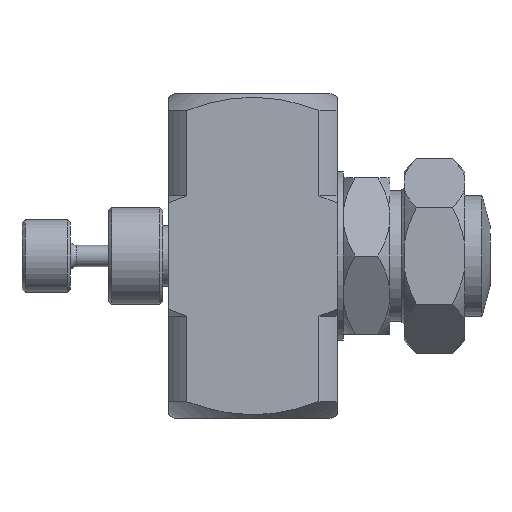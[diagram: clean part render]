
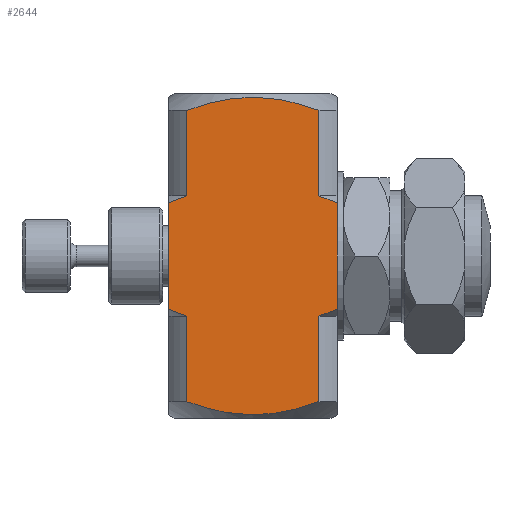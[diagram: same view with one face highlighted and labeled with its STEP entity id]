
A CAD part, left-side view. The second image highlights one B-rep face of the part: STEP entity #2644.
In plain terms, the highlighted planar face has unit normal (-1, 0, 0).
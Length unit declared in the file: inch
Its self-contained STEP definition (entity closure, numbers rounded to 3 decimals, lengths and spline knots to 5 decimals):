
#1223=CARTESIAN_POINT('',(-0.4375,-0.4375,0.));
#1224=VERTEX_POINT('',#1223);
#1253=CARTESIAN_POINT('',(-0.4375,-0.4375,-0.27642));
#1254=VERTEX_POINT('',#1253);
#1255=CARTESIAN_POINT('',(-0.4375,-0.4375,0.));
#1256=DIRECTION('',(0.0,0.0,-1.0));
#1257=VECTOR('',#1256,0.27642);
#1258=LINE('',#1255,#1257);
#1259=EDGE_CURVE('',#1224,#1254,#1258,.T.);
#1391=CARTESIAN_POINT('',(-0.4375,-0.4375,0.27642));
#1392=VERTEX_POINT('',#1391);
#1406=CARTESIAN_POINT('',(-0.4375,-0.4375,0.27642));
#1407=DIRECTION('',(0.0,0.0,-1.0));
#1408=VECTOR('',#1407,0.27642);
#1409=LINE('',#1406,#1408);
#1410=EDGE_CURVE('',#1392,#1224,#1409,.T.);
#2374=CARTESIAN_POINT('',(-0.4375,0.4375,-0.27642));
#2375=VERTEX_POINT('',#2374);
#2389=CARTESIAN_POINT('',(-0.4375,0.4375,0.27642));
#2390=VERTEX_POINT('',#2389);
#2391=CARTESIAN_POINT('',(-0.4375,0.4375,-0.27642));
#2392=DIRECTION('',(0.0,0.0,1.0));
#2393=VECTOR('',#2392,0.55283);
#2394=LINE('',#2391,#2393);
#2395=EDGE_CURVE('',#2375,#2390,#2394,.T.);
#2516=CARTESIAN_POINT('',(-0.4375,-0.4375,0.0));
#2517=DIRECTION('',(-1.0,0.0,0.0));
#2518=DIRECTION('',(0.0,0.0,1.0));
#2519=AXIS2_PLACEMENT_3D('',#2516,#2517,#2518);
#2520=PLANE('',#2519);
#2521=CARTESIAN_POINT('',(-0.4375,-0.34347,-0.3125));
#2522=VERTEX_POINT('',#2521);
#2523=CARTESIAN_POINT('',(-0.4375,-0.34347,-0.3125));
#2524=CARTESIAN_POINT('',(-0.4375,-0.38798,-0.29663));
#2525=CARTESIAN_POINT('',(-0.4375,-0.4375,-0.27642));
#2533=(BOUNDED_CURVE()B_SPLINE_CURVE(2,(#2523,#2524,#2525),.UNSPECIFIED.,.F.,.U.)B_SPLINE_CURVE_WITH_KNOTS((3,3),(0.0,0.28282),.UNSPECIFIED.)CURVE()GEOMETRIC_REPRESENTATION_ITEM()RATIONAL_B_SPLINE_CURVE((1.0,1.008,1.01))REPRESENTATION_ITEM(''));
#2534=EDGE_CURVE('',#2522,#1254,#2533,.T.);
#2535=ORIENTED_EDGE('',*,*,#2534,.T.);
#2536=ORIENTED_EDGE('',*,*,#1259,.F.);
#2537=ORIENTED_EDGE('',*,*,#1410,.F.);
#2538=CARTESIAN_POINT('',(-0.4375,-0.34347,0.3125));
#2539=VERTEX_POINT('',#2538);
#2540=CARTESIAN_POINT('',(-0.4375,-0.4375,0.27642));
#2541=CARTESIAN_POINT('',(-0.4375,-0.38798,0.29663));
#2542=CARTESIAN_POINT('',(-0.4375,-0.34347,0.3125));
#2550=(BOUNDED_CURVE()B_SPLINE_CURVE(2,(#2540,#2541,#2542),.UNSPECIFIED.,.F.,.U.)B_SPLINE_CURVE_WITH_KNOTS((3,3),(0.4212,0.70402),.UNSPECIFIED.)CURVE()GEOMETRIC_REPRESENTATION_ITEM()RATIONAL_B_SPLINE_CURVE((1.01,1.008,1.0))REPRESENTATION_ITEM(''));
#2551=EDGE_CURVE('',#1392,#2539,#2550,.T.);
#2552=ORIENTED_EDGE('',*,*,#2551,.T.);
#2553=CARTESIAN_POINT('',(-0.4375,-0.34347,0.75717));
#2554=VERTEX_POINT('',#2553);
#2555=CARTESIAN_POINT('',(-0.4375,-0.34347,0.3125));
#2556=DIRECTION('',(0.0,0.0,1.0));
#2557=VECTOR('',#2556,0.44467);
#2558=LINE('',#2555,#2557);
#2559=EDGE_CURVE('',#2539,#2554,#2558,.T.);
#2560=ORIENTED_EDGE('',*,*,#2559,.T.);
#2561=CARTESIAN_POINT('',(-0.4375,0.34347,0.75717));
#2562=VERTEX_POINT('',#2561);
#2563=CARTESIAN_POINT('',(-0.4375,-0.34347,0.75717));
#2564=CARTESIAN_POINT('',(-0.4375,0.,0.87962));
#2565=CARTESIAN_POINT('',(-0.4375,0.34347,0.75717));
#2573=(BOUNDED_CURVE()B_SPLINE_CURVE(2,(#2563,#2564,#2565),.UNSPECIFIED.,.F.,.U.)B_SPLINE_CURVE_WITH_KNOTS((3,3),(0.60712,2.85123),.UNSPECIFIED.)CURVE()GEOMETRIC_REPRESENTATION_ITEM()RATIONAL_B_SPLINE_CURVE((1.229,1.563,1.229))REPRESENTATION_ITEM(''));
#2574=EDGE_CURVE('',#2554,#2562,#2573,.T.);
#2575=ORIENTED_EDGE('',*,*,#2574,.T.);
#2576=CARTESIAN_POINT('',(-0.4375,0.34347,0.3125));
#2577=VERTEX_POINT('',#2576);
#2578=CARTESIAN_POINT('',(-0.4375,0.34347,0.75717));
#2579=DIRECTION('',(0.0,0.0,-1.0));
#2580=VECTOR('',#2579,0.44467);
#2581=LINE('',#2578,#2580);
#2582=EDGE_CURVE('',#2562,#2577,#2581,.T.);
#2583=ORIENTED_EDGE('',*,*,#2582,.T.);
#2584=CARTESIAN_POINT('',(-0.4375,0.34347,0.3125));
#2585=CARTESIAN_POINT('',(-0.4375,0.38798,0.29663));
#2586=CARTESIAN_POINT('',(-0.4375,0.4375,0.27642));
#2594=(BOUNDED_CURVE()B_SPLINE_CURVE(2,(#2584,#2585,#2586),.UNSPECIFIED.,.F.,.U.)B_SPLINE_CURVE_WITH_KNOTS((3,3),(0.0,0.28282),.UNSPECIFIED.)CURVE()GEOMETRIC_REPRESENTATION_ITEM()RATIONAL_B_SPLINE_CURVE((1.0,1.008,1.01))REPRESENTATION_ITEM(''));
#2595=EDGE_CURVE('',#2577,#2390,#2594,.T.);
#2596=ORIENTED_EDGE('',*,*,#2595,.T.);
#2597=ORIENTED_EDGE('',*,*,#2395,.F.);
#2598=CARTESIAN_POINT('',(-0.4375,0.34347,-0.3125));
#2599=VERTEX_POINT('',#2598);
#2600=CARTESIAN_POINT('',(-0.4375,0.4375,-0.27642));
#2601=CARTESIAN_POINT('',(-0.4375,0.38798,-0.29663));
#2602=CARTESIAN_POINT('',(-0.4375,0.34347,-0.3125));
#2610=(BOUNDED_CURVE()B_SPLINE_CURVE(2,(#2600,#2601,#2602),.UNSPECIFIED.,.F.,.U.)B_SPLINE_CURVE_WITH_KNOTS((3,3),(0.4212,0.70402),.UNSPECIFIED.)CURVE()GEOMETRIC_REPRESENTATION_ITEM()RATIONAL_B_SPLINE_CURVE((1.01,1.008,1.0))REPRESENTATION_ITEM(''));
#2611=EDGE_CURVE('',#2375,#2599,#2610,.T.);
#2612=ORIENTED_EDGE('',*,*,#2611,.T.);
#2613=CARTESIAN_POINT('',(-0.4375,0.34347,-0.75717));
#2614=VERTEX_POINT('',#2613);
#2615=CARTESIAN_POINT('',(-0.4375,0.34347,-0.3125));
#2616=DIRECTION('',(0.0,0.0,-1.0));
#2617=VECTOR('',#2616,0.44467);
#2618=LINE('',#2615,#2617);
#2619=EDGE_CURVE('',#2599,#2614,#2618,.T.);
#2620=ORIENTED_EDGE('',*,*,#2619,.T.);
#2621=CARTESIAN_POINT('',(-0.4375,-0.34347,-0.75717));
#2622=VERTEX_POINT('',#2621);
#2623=CARTESIAN_POINT('',(-0.4375,0.34347,-0.75717));
#2624=CARTESIAN_POINT('',(-0.4375,0.,-0.87962));
#2625=CARTESIAN_POINT('',(-0.4375,-0.34347,-0.75717));
#2633=(BOUNDED_CURVE()B_SPLINE_CURVE(2,(#2623,#2624,#2625),.UNSPECIFIED.,.F.,.U.)B_SPLINE_CURVE_WITH_KNOTS((3,3),(0.60712,2.85123),.UNSPECIFIED.)CURVE()GEOMETRIC_REPRESENTATION_ITEM()RATIONAL_B_SPLINE_CURVE((1.229,1.563,1.229))REPRESENTATION_ITEM(''));
#2634=EDGE_CURVE('',#2614,#2622,#2633,.T.);
#2635=ORIENTED_EDGE('',*,*,#2634,.T.);
#2636=CARTESIAN_POINT('',(-0.4375,-0.34347,-0.75717));
#2637=DIRECTION('',(0.0,0.0,1.0));
#2638=VECTOR('',#2637,0.44467);
#2639=LINE('',#2636,#2638);
#2640=EDGE_CURVE('',#2622,#2522,#2639,.T.);
#2641=ORIENTED_EDGE('',*,*,#2640,.T.);
#2642=EDGE_LOOP('',(#2535,#2536,#2537,#2552,#2560,#2575,#2583,#2596,#2597,#2612,#2620,#2635,#2641));
#2643=FACE_OUTER_BOUND('',#2642,.T.);
#2644=ADVANCED_FACE('',(#2643),#2520,.T.);
